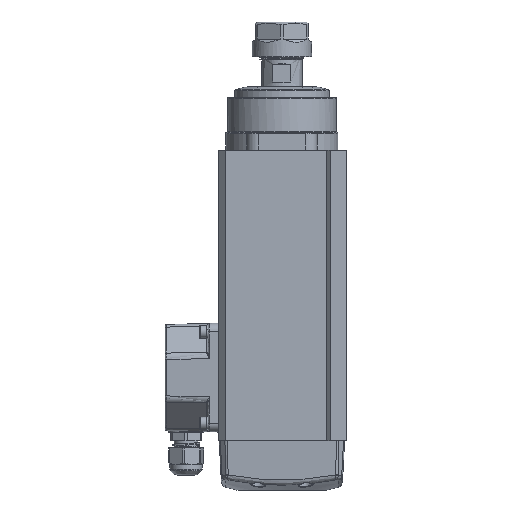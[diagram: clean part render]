
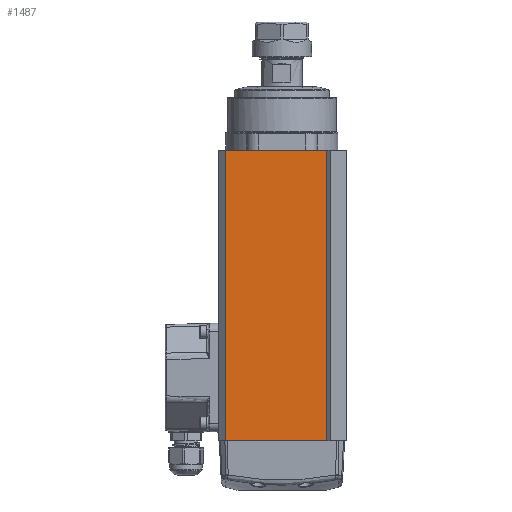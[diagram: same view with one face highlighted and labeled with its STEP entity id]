
A CAD part, left-side view. The second image highlights one B-rep face of the part: STEP entity #1487.
In plain terms, the highlighted free-form (B-spline) face has degree [1, 1] with [2, 2] control points.
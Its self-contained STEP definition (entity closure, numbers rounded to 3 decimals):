
#995 = VERTEX_POINT('',#996);
#996 = CARTESIAN_POINT('',(-46.01,36.808,0.));
#1001 = EDGE_CURVE('',#995,#1002,#1004,.T.);
#1002 = VERTEX_POINT('',#1003);
#1003 = CARTESIAN_POINT('',(-46.01,-29.331,0.));
#1004 = B_SPLINE_CURVE_WITH_KNOTS('',1,(#1005,#1006),.UNSPECIFIED.,.F.,
  .F.,(2,2),(4.,61.5),.PIECEWISE_BEZIER_KNOTS.);
#1005 = CARTESIAN_POINT('',(-46.01,36.808,0.));
#1006 = CARTESIAN_POINT('',(-46.01,-29.331,0.));
#1377 = EDGE_CURVE('',#1002,#1378,#1380,.T.);
#1378 = VERTEX_POINT('',#1379);
#1379 = CARTESIAN_POINT('',(-46.01,-29.331,
    -190.366));
#1380 = B_SPLINE_CURVE_WITH_KNOTS('',1,(#1381,#1382),.UNSPECIFIED.,.F.,
  .F.,(2,2),(0.,165.5),.PIECEWISE_BEZIER_KNOTS.);
#1381 = CARTESIAN_POINT('',(-46.01,-29.331,0.));
#1382 = CARTESIAN_POINT('',(-46.01,-29.331,
    -190.366));
#1466 = VERTEX_POINT('',#1467);
#1467 = CARTESIAN_POINT('',(-46.01,36.808,
    -190.366));
#1472 = EDGE_CURVE('',#1466,#995,#1473,.T.);
#1473 = B_SPLINE_CURVE_WITH_KNOTS('',1,(#1474,#1475),.UNSPECIFIED.,.F.,
  .F.,(2,2),(-165.5,0.),.PIECEWISE_BEZIER_KNOTS.);
#1474 = CARTESIAN_POINT('',(-46.01,36.808,
    -190.366));
#1475 = CARTESIAN_POINT('',(-46.01,36.808,0.));
#1487 = ADVANCED_FACE('',(#1488),#1498,.T.);
#1488 = FACE_BOUND('',#1489,.T.);
#1489 = EDGE_LOOP('',(#1490,#1491,#1496,#1497));
#1490 = ORIENTED_EDGE('',*,*,#1472,.F.);
#1491 = ORIENTED_EDGE('',*,*,#1492,.F.);
#1492 = EDGE_CURVE('',#1378,#1466,#1493,.T.);
#1493 = B_SPLINE_CURVE_WITH_KNOTS('',1,(#1494,#1495),.UNSPECIFIED.,.F.,
  .F.,(2,2),(-61.5,-4.),.PIECEWISE_BEZIER_KNOTS.);
#1494 = CARTESIAN_POINT('',(-46.01,-29.331,
    -190.366));
#1495 = CARTESIAN_POINT('',(-46.01,36.808,
    -190.366));
#1496 = ORIENTED_EDGE('',*,*,#1377,.F.);
#1497 = ORIENTED_EDGE('',*,*,#1001,.F.);
#1498 = B_SPLINE_SURFACE_WITH_KNOTS('',1,1,(
    (#1499,#1500)
    ,(#1501,#1502
    )),.UNSPECIFIED.,.F.,.F.,.F.,(2,2),(2,2),(0.,57.5),(0.,165.5),
  .PIECEWISE_BEZIER_KNOTS.);
#1499 = CARTESIAN_POINT('',(-46.01,-29.331,0.));
#1500 = CARTESIAN_POINT('',(-46.01,-29.331,
    -190.366));
#1501 = CARTESIAN_POINT('',(-46.01,36.808,0.));
#1502 = CARTESIAN_POINT('',(-46.01,36.808,
    -190.366));
